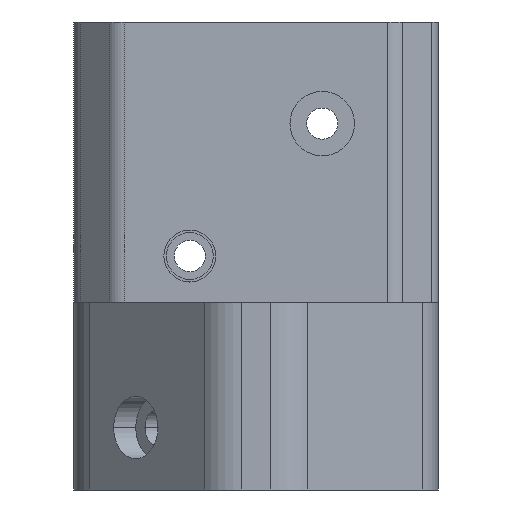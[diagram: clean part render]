
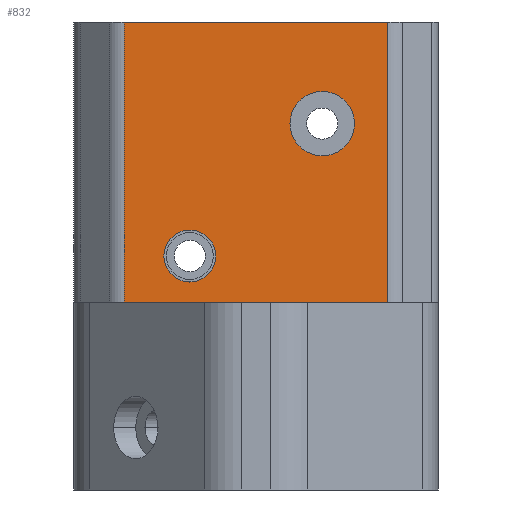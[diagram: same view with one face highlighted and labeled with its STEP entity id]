
A CAD part, left-side view. The second image highlights one B-rep face of the part: STEP entity #832.
In plain terms, the highlighted planar face has unit normal (-1, 0, 0).
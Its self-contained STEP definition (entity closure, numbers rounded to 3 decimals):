
#41 = VERTEX_POINT ( 'NONE', #4714 ) ;
#46 = EDGE_CURVE ( 'NONE', #796, #312, #5595, .T. ) ;
#55 = ORIENTED_EDGE ( 'NONE', *, *, #3872, .T. ) ;
#65 = AXIS2_PLACEMENT_3D ( 'NONE', #1394, #1815, #4933 ) ;
#67 = CARTESIAN_POINT ( 'NONE',  ( -16.5, 12.672, 0. ) ) ;
#181 = DIRECTION ( 'NONE',  ( 0., -1., 0. ) ) ;
#207 = CARTESIAN_POINT ( 'NONE',  ( -16.5, -13.5, 18. ) ) ;
#312 = VERTEX_POINT ( 'NONE', #3973 ) ;
#329 = DIRECTION ( 'NONE',  ( 0., 0., -1. ) ) ;
#415 = VECTOR ( 'NONE', #1300, 1000. ) ;
#451 = VERTEX_POINT ( 'NONE', #4375 ) ;
#476 = DIRECTION ( 'NONE',  ( 0., 0., 1. ) ) ;
#523 = VERTEX_POINT ( 'NONE', #648 ) ;
#555 = EDGE_CURVE ( 'NONE', #2925, #3772, #4674, .T. ) ;
#607 = ORIENTED_EDGE ( 'NONE', *, *, #2071, .T. ) ;
#628 = CIRCLE ( 'NONE', #1277, 3.1 ) ;
#648 = CARTESIAN_POINT ( 'NONE',  ( -16.5, 10.674, 0. ) ) ;
#655 = DIRECTION ( 'NONE',  ( 0., -1., 0. ) ) ;
#734 = CARTESIAN_POINT ( 'NONE',  ( -16.5, -12.672, 45. ) ) ;
#796 = VERTEX_POINT ( 'NONE', #4436 ) ;
#812 = FACE_BOUND ( 'NONE', #1196, .T. ) ;
#832 = ADVANCED_FACE ( 'NONE', ( #812, #1955, #4312 ), #1798, .F. ) ;
#861 = LINE ( 'NONE', #1511, #5265 ) ;
#953 = DIRECTION ( 'NONE',  ( 1., 0., 0. ) ) ;
#1025 = VERTEX_POINT ( 'NONE', #734 ) ;
#1058 = AXIS2_PLACEMENT_3D ( 'NONE', #1519, #4607, #1939 ) ;
#1196 = EDGE_LOOP ( 'NONE', ( #2584, #2316 ) ) ;
#1277 = AXIS2_PLACEMENT_3D ( 'NONE', #4680, #2011, #5125 ) ;
#1295 = VERTEX_POINT ( 'NONE', #3903 ) ;
#1300 = DIRECTION ( 'NONE',  ( 0., 1., 0. ) ) ;
#1324 = LINE ( 'NONE', #207, #2343 ) ;
#1394 = CARTESIAN_POINT ( 'NONE',  ( -16.5, 13.5, 18. ) ) ;
#1511 = CARTESIAN_POINT ( 'NONE',  ( -16.5, 12.672, 18. ) ) ;
#1519 = CARTESIAN_POINT ( 'NONE',  ( -16.5, -6.365, 35.23 ) ) ;
#1588 = LINE ( 'NONE', #5667, #415 ) ;
#1591 = VECTOR ( 'NONE', #476, 1000. ) ;
#1798 = PLANE ( 'NONE',  #65 ) ;
#1815 = DIRECTION ( 'NONE',  ( 1., 0., 0. ) ) ;
#1841 = AXIS2_PLACEMENT_3D ( 'NONE', #3586, #953, #4023 ) ;
#1939 = DIRECTION ( 'NONE',  ( 0., 1., 0. ) ) ;
#1955 = FACE_BOUND ( 'NONE', #2357, .T. ) ;
#1990 = ORIENTED_EDGE ( 'NONE', *, *, #555, .T. ) ;
#2011 = DIRECTION ( 'NONE',  ( 1., 0., 0. ) ) ;
#2071 = EDGE_CURVE ( 'NONE', #451, #1025, #3756, .T. ) ;
#2074 = ORIENTED_EDGE ( 'NONE', *, *, #2926, .T. ) ;
#2228 = EDGE_CURVE ( 'NONE', #1295, #3818, #861, .T. ) ;
#2316 = ORIENTED_EDGE ( 'NONE', *, *, #3776, .T. ) ;
#2343 = VECTOR ( 'NONE', #655, 1000. ) ;
#2357 = EDGE_LOOP ( 'NONE', ( #1990, #3182 ) ) ;
#2506 = ORIENTED_EDGE ( 'NONE', *, *, #4433, .T. ) ;
#2572 = VECTOR ( 'NONE', #4256, 1000. ) ;
#2584 = ORIENTED_EDGE ( 'NONE', *, *, #46, .T. ) ;
#2660 = CARTESIAN_POINT ( 'NONE',  ( -16.5, 10.674, 18. ) ) ;
#2794 = CARTESIAN_POINT ( 'NONE',  ( -16.5, 13.5, 0. ) ) ;
#2814 = LINE ( 'NONE', #2794, #5321 ) ;
#2925 = VERTEX_POINT ( 'NONE', #5307 ) ;
#2926 = EDGE_CURVE ( 'NONE', #523, #41, #5116, .T. ) ;
#2932 = DIRECTION ( 'NONE',  ( 1., 0., 0. ) ) ;
#3182 = ORIENTED_EDGE ( 'NONE', *, *, #5205, .T. ) ;
#3348 = ORIENTED_EDGE ( 'NONE', *, *, #3410, .T. ) ;
#3395 = CARTESIAN_POINT ( 'NONE',  ( -16.5, -12.672, 18. ) ) ;
#3410 = EDGE_CURVE ( 'NONE', #1025, #1295, #1588, .T. ) ;
#3586 = CARTESIAN_POINT ( 'NONE',  ( -16.5, 6.365, 22.5 ) ) ;
#3756 = LINE ( 'NONE', #3395, #2572 ) ;
#3772 = VERTEX_POINT ( 'NONE', #4900 ) ;
#3776 = EDGE_CURVE ( 'NONE', #312, #796, #5120, .T. ) ;
#3818 = VERTEX_POINT ( 'NONE', #67 ) ;
#3872 = EDGE_CURVE ( 'NONE', #41, #451, #1324, .T. ) ;
#3903 = CARTESIAN_POINT ( 'NONE',  ( -16.5, 12.672, 45. ) ) ;
#3973 = CARTESIAN_POINT ( 'NONE',  ( -16.5, 6.365, 25. ) ) ;
#4023 = DIRECTION ( 'NONE',  ( 0., 0., -1. ) ) ;
#4081 = EDGE_LOOP ( 'NONE', ( #55, #607, #3348, #5107, #2506, #2074 ) ) ;
#4256 = DIRECTION ( 'NONE',  ( 0., 0., 1. ) ) ;
#4312 = FACE_OUTER_BOUND ( 'NONE', #4081, .T. ) ;
#4375 = CARTESIAN_POINT ( 'NONE',  ( -16.5, -12.672, 18. ) ) ;
#4433 = EDGE_CURVE ( 'NONE', #3818, #523, #2814, .T. ) ;
#4436 = CARTESIAN_POINT ( 'NONE',  ( -16.5, 6.365, 20. ) ) ;
#4593 = DIRECTION ( 'NONE',  ( 0., 0., -1. ) ) ;
#4607 = DIRECTION ( 'NONE',  ( 1., 0., 0. ) ) ;
#4631 = AXIS2_PLACEMENT_3D ( 'NONE', #5576, #2932, #329 ) ;
#4674 = CIRCLE ( 'NONE', #1058, 3.1 ) ;
#4680 = CARTESIAN_POINT ( 'NONE',  ( -16.5, -6.365, 35.23 ) ) ;
#4714 = CARTESIAN_POINT ( 'NONE',  ( -16.5, 10.674, 18. ) ) ;
#4900 = CARTESIAN_POINT ( 'NONE',  ( -16.5, -9.465, 35.23 ) ) ;
#4933 = DIRECTION ( 'NONE',  ( 0., 0., -1. ) ) ;
#5107 = ORIENTED_EDGE ( 'NONE', *, *, #2228, .T. ) ;
#5116 = LINE ( 'NONE', #2660, #1591 ) ;
#5120 = CIRCLE ( 'NONE', #1841, 2.5 ) ;
#5125 = DIRECTION ( 'NONE',  ( 0., 1., 0. ) ) ;
#5205 = EDGE_CURVE ( 'NONE', #3772, #2925, #628, .T. ) ;
#5265 = VECTOR ( 'NONE', #4593, 1000. ) ;
#5307 = CARTESIAN_POINT ( 'NONE',  ( -16.5, -3.265, 35.23 ) ) ;
#5321 = VECTOR ( 'NONE', #181, 1000. ) ;
#5576 = CARTESIAN_POINT ( 'NONE',  ( -16.5, 6.365, 22.5 ) ) ;
#5595 = CIRCLE ( 'NONE', #4631, 2.5 ) ;
#5667 = CARTESIAN_POINT ( 'NONE',  ( -16.5, -13.5, 45. ) ) ;
